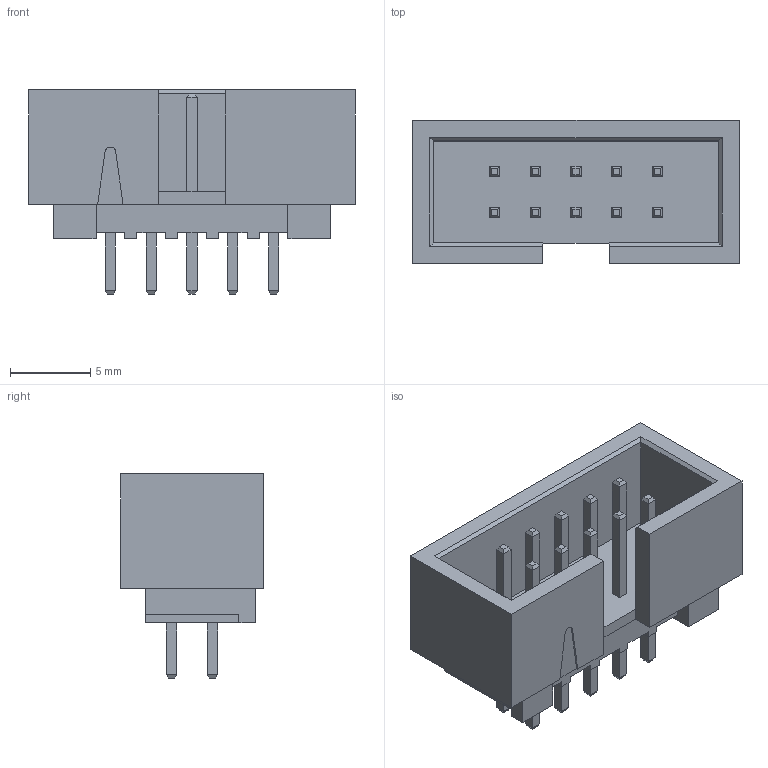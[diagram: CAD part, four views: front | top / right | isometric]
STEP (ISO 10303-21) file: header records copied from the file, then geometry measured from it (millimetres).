
FILE_DESCRIPTION((''),'2;1');
FILE_NAME('MOLEX_70246-1004.stp','2013-08-14T13:27:52',(''),(''),'Mechanical Desktop 2011','Mechanical Desktop 2011',', , ');
FILE_SCHEMA(('AUTOMOTIVE_DESIGN { 1 2 10303 214 1 1 1 1 }'));
Length unit declared in the file: millimetre
Products named in the file (1): Product
Bounding box: 20.32 x 8.89 x 12.7 mm (x, y, z)
Volume: 759 mm3; surface area: 1453.6 mm2
Topology: 21 solids, 21 shells, 270 faces, 603 edges, 368 vertices
Faces by surface type: plane 149, bspline 120, cylinder 1
Entity records: 7248 total; most frequent: CARTESIAN_POINT 1602, ORIENTED_EDGE 1206, DIRECTION 907, EDGE_CURVE 603, VECTOR 601, LINE 601, VERTEX_POINT 368, EDGE_LOOP 271
